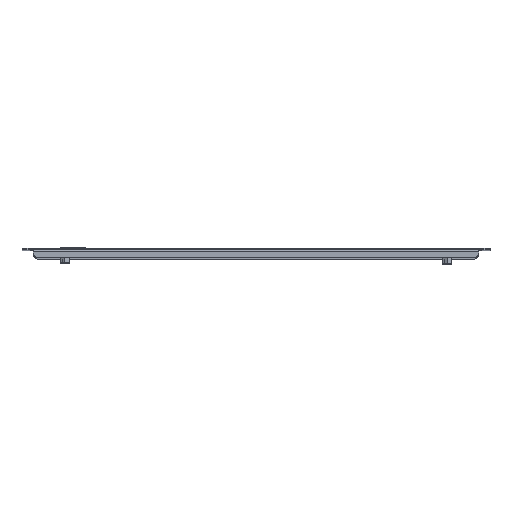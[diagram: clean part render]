
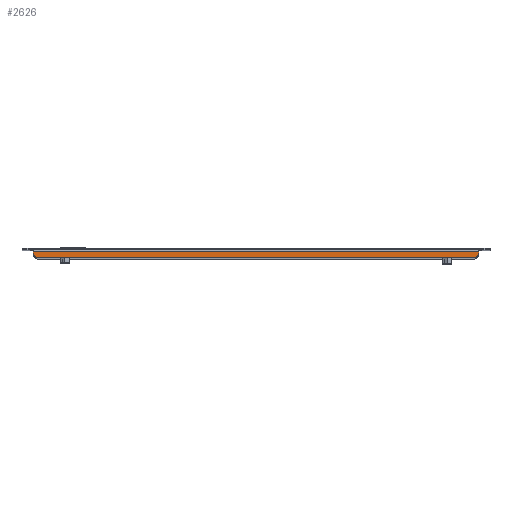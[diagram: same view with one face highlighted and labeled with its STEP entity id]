
A CAD part, top view. The second image highlights one B-rep face of the part: STEP entity #2626.
In plain terms, the highlighted planar face has unit normal (0, 0, 1).
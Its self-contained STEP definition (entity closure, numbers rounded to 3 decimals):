
#135 = ORIENTED_EDGE ( 'NONE', *, *, #360, .T. ) ;
#336 = DIRECTION ( 'NONE',  ( 1., 0., 0. ) ) ;
#360 = EDGE_CURVE ( 'NONE', #2984, #5260, #11365, .T. ) ;
#401 = CARTESIAN_POINT ( 'NONE',  ( 245., -10., 395. ) ) ;
#971 = EDGE_CURVE ( 'NONE', #2984, #1684, #11544, .T. ) ;
#982 = VERTEX_POINT ( 'NONE', #1325 ) ;
#1018 = DIRECTION ( 'NONE',  ( -1., 0., 0. ) ) ;
#1098 = CARTESIAN_POINT ( 'NONE',  ( -233., -3.5, 395. ) ) ;
#1270 = EDGE_LOOP ( 'NONE', ( #10550, #3363, #1957, #9161, #3653, #135 ) ) ;
#1325 = CARTESIAN_POINT ( 'NONE',  ( -233., -5., 395. ) ) ;
#1684 = VERTEX_POINT ( 'NONE', #3930 ) ;
#1901 = AXIS2_PLACEMENT_3D ( 'NONE', #4581, #12597, #3579 ) ;
#1948 = AXIS2_PLACEMENT_3D ( 'NONE', #9332, #11374, #2328 ) ;
#1957 = ORIENTED_EDGE ( 'NONE', *, *, #7980, .T. ) ;
#2328 = DIRECTION ( 'NONE',  ( 0., -1., 0. ) ) ;
#2435 = DIRECTION ( 'NONE',  ( 0., -1., 0. ) ) ;
#2530 = CARTESIAN_POINT ( 'NONE',  ( -228., -10., 395. ) ) ;
#2626 = ADVANCED_FACE ( 'NONE', ( #4874 ), #7851, .T. ) ;
#2984 = VERTEX_POINT ( 'NONE', #5401 ) ;
#3363 = ORIENTED_EDGE ( 'NONE', *, *, #8977, .T. ) ;
#3579 = DIRECTION ( 'NONE',  ( 0., -1., 0. ) ) ;
#3653 = ORIENTED_EDGE ( 'NONE', *, *, #971, .F. ) ;
#3743 = LINE ( 'NONE', #10791, #6176 ) ;
#3930 = CARTESIAN_POINT ( 'NONE',  ( 233., -5., 395. ) ) ;
#3990 = EDGE_CURVE ( 'NONE', #982, #5260, #3743, .T. ) ;
#4581 = CARTESIAN_POINT ( 'NONE',  ( 228., -5., 395. ) ) ;
#4874 = FACE_OUTER_BOUND ( 'NONE', #1270, .T. ) ;
#5260 = VERTEX_POINT ( 'NONE', #1098 ) ;
#5401 = CARTESIAN_POINT ( 'NONE',  ( 233., -3.5, 395. ) ) ;
#6176 = VECTOR ( 'NONE', #9682, 1000. ) ;
#6277 = EDGE_CURVE ( 'NONE', #7406, #1684, #7195, .T. ) ;
#7003 = DIRECTION ( 'NONE',  ( 0., -1., 0. ) ) ;
#7195 = CIRCLE ( 'NONE', #1901, 5. ) ;
#7406 = VERTEX_POINT ( 'NONE', #9078 ) ;
#7851 = PLANE ( 'NONE',  #9235 ) ;
#7980 = EDGE_CURVE ( 'NONE', #13008, #7406, #10548, .T. ) ;
#8224 = VECTOR ( 'NONE', #336, 1000. ) ;
#8977 = EDGE_CURVE ( 'NONE', #982, #13008, #11621, .T. ) ;
#9078 = CARTESIAN_POINT ( 'NONE',  ( 228., -10., 395. ) ) ;
#9161 = ORIENTED_EDGE ( 'NONE', *, *, #6277, .T. ) ;
#9235 = AXIS2_PLACEMENT_3D ( 'NONE', #11847, #10020, #7003 ) ;
#9332 = CARTESIAN_POINT ( 'NONE',  ( -228., -5., 395. ) ) ;
#9440 = CARTESIAN_POINT ( 'NONE',  ( 233., 23.978, 395. ) ) ;
#9682 = DIRECTION ( 'NONE',  ( 0., 1., 0. ) ) ;
#10020 = DIRECTION ( 'NONE',  ( 0., 0., 1. ) ) ;
#10548 = LINE ( 'NONE', #401, #8224 ) ;
#10550 = ORIENTED_EDGE ( 'NONE', *, *, #3990, .F. ) ;
#10791 = CARTESIAN_POINT ( 'NONE',  ( -233., 23.978, 395. ) ) ;
#11365 = LINE ( 'NONE', #12331, #12679 ) ;
#11374 = DIRECTION ( 'NONE',  ( 0., 0., 1. ) ) ;
#11544 = LINE ( 'NONE', #9440, #12491 ) ;
#11621 = CIRCLE ( 'NONE', #1948, 5. ) ;
#11847 = CARTESIAN_POINT ( 'NONE',  ( 0., 391.978, 395. ) ) ;
#12331 = CARTESIAN_POINT ( 'NONE',  ( 0., -3.5, 395. ) ) ;
#12491 = VECTOR ( 'NONE', #2435, 1000. ) ;
#12597 = DIRECTION ( 'NONE',  ( 0., 0., 1. ) ) ;
#12679 = VECTOR ( 'NONE', #1018, 1000. ) ;
#13008 = VERTEX_POINT ( 'NONE', #2530 ) ;
